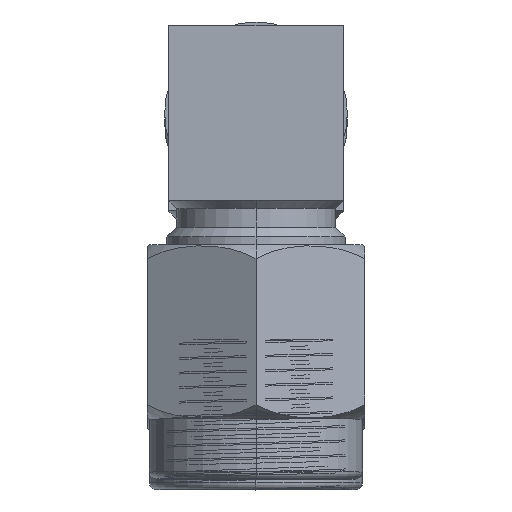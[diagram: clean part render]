
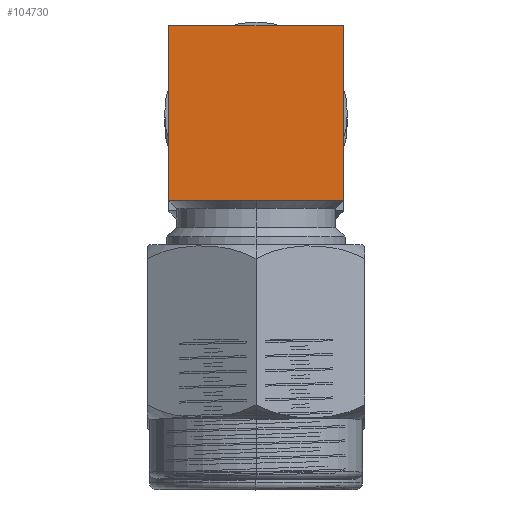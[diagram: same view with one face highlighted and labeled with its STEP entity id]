
A CAD part, top view. The second image highlights one B-rep face of the part: STEP entity #104730.
In plain terms, the highlighted face is planar.
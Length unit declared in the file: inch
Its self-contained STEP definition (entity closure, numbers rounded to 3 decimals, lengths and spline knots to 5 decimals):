
#2363 = EDGE_CURVE ( 'NONE', #28859, #21790, #124820, .T. ) ;
#3858 = EDGE_CURVE ( 'NONE', #93320, #21790, #53585, .T. ) ;
#4890 = ORIENTED_EDGE ( 'NONE', *, *, #2363, .T. ) ;
#8766 = VERTEX_POINT ( 'NONE', #92733 ) ;
#11144 = DIRECTION ( 'NONE',  ( -1., 0., 0. ) ) ;
#13670 = PLANE ( 'NONE',  #50683 ) ;
#15458 = CARTESIAN_POINT ( 'NONE',  ( 0.125, -0.13, -0.325 ) ) ;
#18004 = ORIENTED_EDGE ( 'NONE', *, *, #143098, .F. ) ;
#19507 = CARTESIAN_POINT ( 'NONE',  ( -0.125, -0.13, -0.075 ) ) ;
#21790 = VERTEX_POINT ( 'NONE', #131566 ) ;
#27994 = VECTOR ( 'NONE', #66402, 39.37008 ) ;
#28859 = VERTEX_POINT ( 'NONE', #63788 ) ;
#33185 = DIRECTION ( 'NONE',  ( 0., 0., -1. ) ) ;
#35009 = LINE ( 'NONE', #116468, #113709 ) ;
#35443 = CARTESIAN_POINT ( 'NONE',  ( 0.125, -0.13, -0.075 ) ) ;
#42809 = CARTESIAN_POINT ( 'NONE',  ( 0.125, -0.13, -0.325 ) ) ;
#48298 = DIRECTION ( 'NONE',  ( 0., 0., 1. ) ) ;
#50683 = AXIS2_PLACEMENT_3D ( 'NONE', #128287, #129063, #48298 ) ;
#53015 = VECTOR ( 'NONE', #125797, 39.37008 ) ;
#53585 = LINE ( 'NONE', #42809, #53015 ) ;
#63113 = EDGE_LOOP ( 'NONE', ( #4890, #69528, #18004, #82161 ) ) ;
#63788 = CARTESIAN_POINT ( 'NONE',  ( -0.125, -0.13, -0.075 ) ) ;
#66402 = DIRECTION ( 'NONE',  ( 0., 0., -1. ) ) ;
#69528 = ORIENTED_EDGE ( 'NONE', *, *, #3858, .F. ) ;
#82161 = ORIENTED_EDGE ( 'NONE', *, *, #138798, .T. ) ;
#92733 = CARTESIAN_POINT ( 'NONE',  ( 0.125, -0.13, -0.075 ) ) ;
#92939 = FACE_OUTER_BOUND ( 'NONE', #63113, .T. ) ;
#93320 = VERTEX_POINT ( 'NONE', #15458 ) ;
#93857 = LINE ( 'NONE', #35443, #123722 ) ;
#104730 = ADVANCED_FACE ( 'NONE', ( #92939 ), #13670, .F. ) ;
#113709 = VECTOR ( 'NONE', #11144, 39.37008 ) ;
#116468 = CARTESIAN_POINT ( 'NONE',  ( 0.125, -0.13, -0.075 ) ) ;
#123722 = VECTOR ( 'NONE', #33185, 39.37008 ) ;
#124820 = LINE ( 'NONE', #19507, #27994 ) ;
#125797 = DIRECTION ( 'NONE',  ( -1., 0., 0. ) ) ;
#128287 = CARTESIAN_POINT ( 'NONE',  ( 0.125, -0.13, -0.075 ) ) ;
#129063 = DIRECTION ( 'NONE',  ( 0., 1., 0. ) ) ;
#131566 = CARTESIAN_POINT ( 'NONE',  ( -0.125, -0.13, -0.325 ) ) ;
#138798 = EDGE_CURVE ( 'NONE', #8766, #28859, #35009, .T. ) ;
#143098 = EDGE_CURVE ( 'NONE', #8766, #93320, #93857, .T. ) ;
